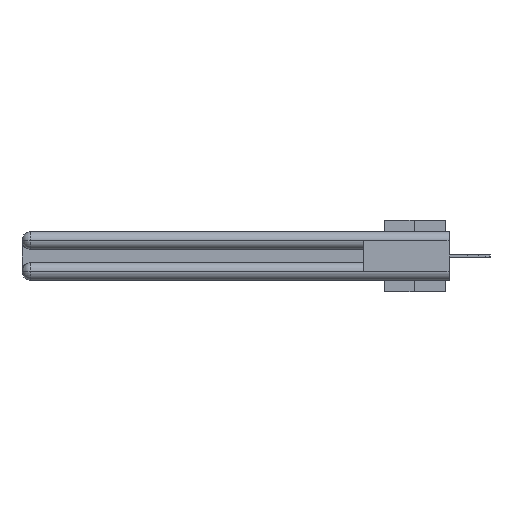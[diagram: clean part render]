
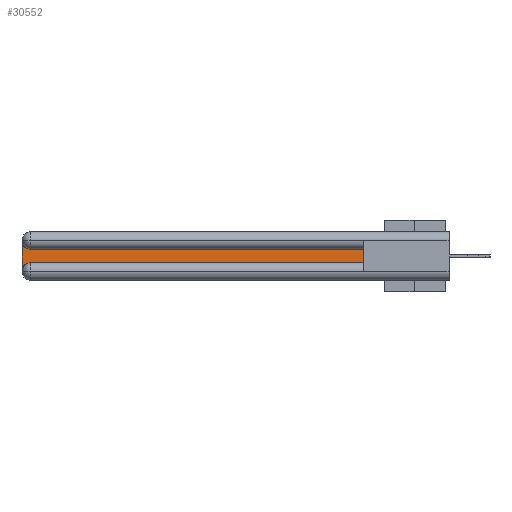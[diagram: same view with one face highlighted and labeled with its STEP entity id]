
A CAD part, left-side view. The second image highlights one B-rep face of the part: STEP entity #30552.
In plain terms, the highlighted planar face has unit normal (-1, 0, 0).
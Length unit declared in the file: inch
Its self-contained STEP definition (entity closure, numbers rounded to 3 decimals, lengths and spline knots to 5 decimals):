
#465 = CARTESIAN_POINT ( 'NONE',  ( 0.075, 2.94, -0.1225 ) ) ;
#730 = CARTESIAN_POINT ( 'NONE',  ( 0.075, 2.94, -0.2175 ) ) ;
#773 = VERTEX_POINT ( 'NONE', #730 ) ;
#788 = CARTESIAN_POINT ( 'NONE',  ( 0.075, 2.94, -0.0625 ) ) ;
#1290 = AXIS2_PLACEMENT_3D ( 'NONE', #788, #32922, #18291 ) ;
#3043 = CARTESIAN_POINT ( 'NONE',  ( 0.075, 0.6, -0.1225 ) ) ;
#3502 = ORIENTED_EDGE ( 'NONE', *, *, #17513, .T. ) ;
#6071 = ORIENTED_EDGE ( 'NONE', *, *, #15425, .T. ) ;
#6281 = VECTOR ( 'NONE', #10107, 39.37008 ) ;
#7566 = CARTESIAN_POINT ( 'NONE',  ( 0.075, 3., -0.0625 ) ) ;
#7717 = FACE_OUTER_BOUND ( 'NONE', #38954, .T. ) ;
#7958 = LINE ( 'NONE', #10555, #32882 ) ;
#8849 = CIRCLE ( 'NONE', #16518, 0.06 ) ;
#9893 = ORIENTED_EDGE ( 'NONE', *, *, #37986, .T. ) ;
#10107 = DIRECTION ( 'NONE',  ( 0., -1., 0. ) ) ;
#10120 = AXIS2_PLACEMENT_3D ( 'NONE', #37739, #26110, #22913 ) ;
#10555 = CARTESIAN_POINT ( 'NONE',  ( 0.075, 0.6, -0.2175 ) ) ;
#10957 = CARTESIAN_POINT ( 'NONE',  ( 0.075, 2.94, -0.2775 ) ) ;
#11162 = DIRECTION ( 'NONE',  ( 0., 0., -1. ) ) ;
#12214 = VECTOR ( 'NONE', #23785, 39.37008 ) ;
#13267 = VECTOR ( 'NONE', #23092, 39.37008 ) ;
#13531 = PLANE ( 'NONE',  #10120 ) ;
#13574 = VERTEX_POINT ( 'NONE', #25866 ) ;
#13753 = VERTEX_POINT ( 'NONE', #3043 ) ;
#13754 = DIRECTION ( 'NONE',  ( 0., 0., 1. ) ) ;
#15006 = ORIENTED_EDGE ( 'NONE', *, *, #26795, .T. ) ;
#15425 = EDGE_CURVE ( 'NONE', #773, #32274, #20244, .T. ) ;
#15695 = ORIENTED_EDGE ( 'NONE', *, *, #33407, .T. ) ;
#16002 = CIRCLE ( 'NONE', #1290, 0.06 ) ;
#16518 = AXIS2_PLACEMENT_3D ( 'NONE', #10957, #38564, #11162 ) ;
#17513 = EDGE_CURVE ( 'NONE', #13753, #33286, #27180, .T. ) ;
#18291 = DIRECTION ( 'NONE',  ( 0., 0., -1. ) ) ;
#18756 = VERTEX_POINT ( 'NONE', #7566 ) ;
#20244 = LINE ( 'NONE', #37526, #6281 ) ;
#22913 = DIRECTION ( 'NONE',  ( 0., 0., -1. ) ) ;
#23092 = DIRECTION ( 'NONE',  ( 0., 0., -1. ) ) ;
#23684 = CARTESIAN_POINT ( 'NONE',  ( 0.075, 0.6, -0.2175 ) ) ;
#23785 = DIRECTION ( 'NONE',  ( 0., 1., 0. ) ) ;
#25866 = CARTESIAN_POINT ( 'NONE',  ( 0.075, 3., -0.2775 ) ) ;
#26110 = DIRECTION ( 'NONE',  ( 1., 0., 0. ) ) ;
#26795 = EDGE_CURVE ( 'NONE', #32274, #13753, #7958, .T. ) ;
#27180 = LINE ( 'NONE', #30550, #12214 ) ;
#29274 = CARTESIAN_POINT ( 'NONE',  ( 0.075, 3., -0.2175 ) ) ;
#30192 = ORIENTED_EDGE ( 'NONE', *, *, #35872, .T. ) ;
#30550 = CARTESIAN_POINT ( 'NONE',  ( 0.075, 0.6, -0.1225 ) ) ;
#30552 = ADVANCED_FACE ( 'NONE', ( #7717 ), #13531, .F. ) ;
#32274 = VERTEX_POINT ( 'NONE', #23684 ) ;
#32882 = VECTOR ( 'NONE', #13754, 39.37008 ) ;
#32922 = DIRECTION ( 'NONE',  ( 1., 0., 0. ) ) ;
#33286 = VERTEX_POINT ( 'NONE', #465 ) ;
#33407 = EDGE_CURVE ( 'NONE', #18756, #13574, #38275, .T. ) ;
#35872 = EDGE_CURVE ( 'NONE', #13574, #773, #8849, .T. ) ;
#37526 = CARTESIAN_POINT ( 'NONE',  ( 0.075, 0.6, -0.2175 ) ) ;
#37739 = CARTESIAN_POINT ( 'NONE',  ( 0.075, 3., -0.1225 ) ) ;
#37986 = EDGE_CURVE ( 'NONE', #33286, #18756, #16002, .T. ) ;
#38275 = LINE ( 'NONE', #29274, #13267 ) ;
#38564 = DIRECTION ( 'NONE',  ( 1., 0., 0. ) ) ;
#38954 = EDGE_LOOP ( 'NONE', ( #3502, #9893, #15695, #30192, #6071, #15006 ) ) ;
